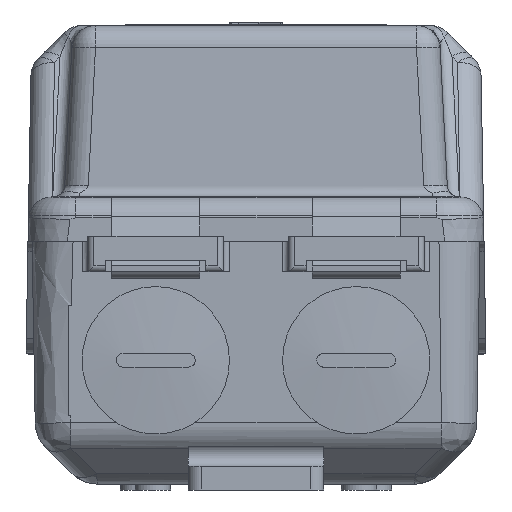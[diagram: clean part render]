
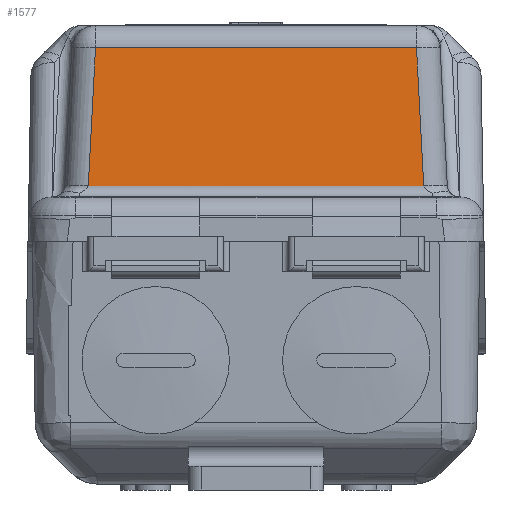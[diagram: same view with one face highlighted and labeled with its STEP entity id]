
A CAD part, left-side view. The second image highlights one B-rep face of the part: STEP entity #1577.
In plain terms, the highlighted planar face has unit normal (-0.999, 0, 0.052).
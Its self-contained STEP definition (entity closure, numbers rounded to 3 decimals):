
#1577 = ADVANCED_FACE( '', ( #3634 ), #3635, .T. );
#3634 = FACE_OUTER_BOUND( '', #8206, .T. );
#3635 = PLANE( '', #8207 );
#8206 = EDGE_LOOP( '', ( #15320, #15321, #15322, #15323 ) );
#8207 = AXIS2_PLACEMENT_3D( '', #15324, #15325, #15326 );
#15320 = ORIENTED_EDGE( '', *, *, #20888, .T. );
#15321 = ORIENTED_EDGE( '', *, *, #21283, .T. );
#15322 = ORIENTED_EDGE( '', *, *, #21213, .T. );
#15323 = ORIENTED_EDGE( '', *, *, #21284, .T. );
#15324 = CARTESIAN_POINT( '', ( -123., 30., 78.07 ) );
#15325 = DIRECTION( '', ( -0.999, 0., 0.052 ) );
#15326 = DIRECTION( '', ( 0., 1., 0. ) );
#20888 = EDGE_CURVE( '', #24651, #22726, #24654, .T. );
#21213 = EDGE_CURVE( '', #23532, #25103, #25105, .T. );
#21283 = EDGE_CURVE( '', #22726, #23532, #25206, .T. );
#21284 = EDGE_CURVE( '', #25103, #24651, #25207, .T. );
#22726 = VERTEX_POINT( '', #27467 );
#23532 = VERTEX_POINT( '', #29216 );
#24651 = VERTEX_POINT( '', #31885 );
#24654 = LINE( '', #31889, #31890 );
#25103 = VERTEX_POINT( '', #32926 );
#25105 = LINE( '', #32928, #32929 );
#25206 = LINE( '', #33065, #33066 );
#25207 = LINE( '', #33067, #33068 );
#27467 = CARTESIAN_POINT( '', ( -123.214, 27.22, 73.979 ) );
#29216 = CARTESIAN_POINT( '', ( -124.44, 28.445, 50.595 ) );
#31885 = CARTESIAN_POINT( '', ( -123.214, -27.22, 73.979 ) );
#31889 = CARTESIAN_POINT( '', ( -123.214, 30., 73.979 ) );
#31890 = VECTOR( '', #36471, 1000. );
#32926 = CARTESIAN_POINT( '', ( -124.44, -28.445, 50.595 ) );
#32928 = CARTESIAN_POINT( '', ( -124.44, -30., 50.595 ) );
#32929 = VECTOR( '', #36778, 1000. );
#33065 = CARTESIAN_POINT( '', ( -123.008, 27.014, 77.914 ) );
#33066 = VECTOR( '', #36856, 1000. );
#33067 = CARTESIAN_POINT( '', ( -122.844, -26.85, 81.041 ) );
#33068 = VECTOR( '', #36857, 1000. );
#36471 = DIRECTION( '', ( 0., 1., 0. ) );
#36778 = DIRECTION( '', ( 0., -1., 0. ) );
#36856 = DIRECTION( '', ( -0.052, 0.052, -0.997 ) );
#36857 = DIRECTION( '', ( 0.052, 0.052, 0.997 ) );
